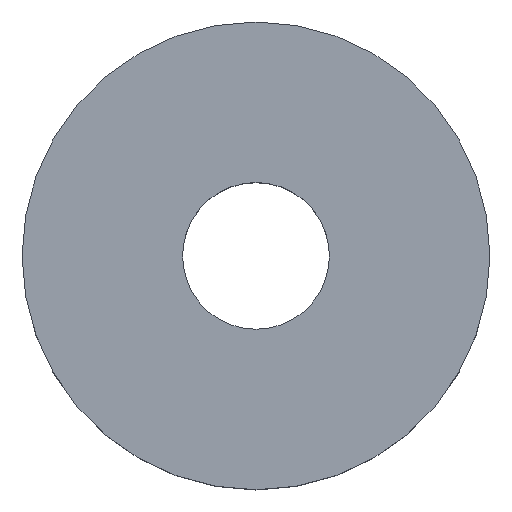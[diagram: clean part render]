
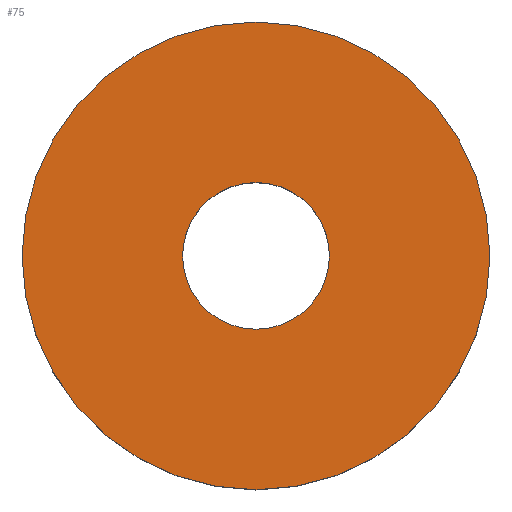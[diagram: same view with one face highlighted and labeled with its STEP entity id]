
A CAD part, top view. The second image highlights one B-rep face of the part: STEP entity #75.
In plain terms, the highlighted planar face has unit normal (0, 0, 1).
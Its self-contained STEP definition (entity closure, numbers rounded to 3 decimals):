
#7 = EDGE_LOOP ( 'NONE', ( #123, #188 ) ) ;
#17 = EDGE_CURVE ( 'NONE', #134, #219, #117, .T. ) ;
#25 = CIRCLE ( 'NONE', #40, 12.75 ) ;
#27 = FACE_BOUND ( 'NONE', #7, .T. ) ;
#35 = ORIENTED_EDGE ( 'NONE', *, *, #175, .T. ) ;
#37 = PLANE ( 'NONE',  #76 ) ;
#38 = CARTESIAN_POINT ( 'NONE',  ( -12.75, 0., 6.9 ) ) ;
#40 = AXIS2_PLACEMENT_3D ( 'NONE', #108, #230, #92 ) ;
#42 = CIRCLE ( 'NONE', #64, 12.75 ) ;
#45 = ORIENTED_EDGE ( 'NONE', *, *, #194, .T. ) ;
#48 = AXIS2_PLACEMENT_3D ( 'NONE', #160, #79, #116 ) ;
#60 = DIRECTION ( 'NONE',  ( 0., 0., 1. ) ) ;
#64 = AXIS2_PLACEMENT_3D ( 'NONE', #211, #69, #196 ) ;
#69 = DIRECTION ( 'NONE',  ( 0., 0., 1. ) ) ;
#75 = ADVANCED_FACE ( 'NONE', ( #186, #27 ), #37, .T. ) ;
#76 = AXIS2_PLACEMENT_3D ( 'NONE', #156, #60, #216 ) ;
#79 = DIRECTION ( 'NONE',  ( 0., 0., 1. ) ) ;
#85 = CIRCLE ( 'NONE', #48, 4. ) ;
#92 = DIRECTION ( 'NONE',  ( 1., 0., 0. ) ) ;
#108 = CARTESIAN_POINT ( 'NONE',  ( 0., 0., 6.9 ) ) ;
#109 = DIRECTION ( 'NONE',  ( 0., 0., 1. ) ) ;
#116 = DIRECTION ( 'NONE',  ( 1., 0., 0. ) ) ;
#117 = CIRCLE ( 'NONE', #217, 4. ) ;
#123 = ORIENTED_EDGE ( 'NONE', *, *, #147, .F. ) ;
#133 = CARTESIAN_POINT ( 'NONE',  ( 12.75, 0., 6.9 ) ) ;
#134 = VERTEX_POINT ( 'NONE', #204 ) ;
#142 = VERTEX_POINT ( 'NONE', #38 ) ;
#147 = EDGE_CURVE ( 'NONE', #219, #134, #85, .T. ) ;
#155 = DIRECTION ( 'NONE',  ( 1., 0., 0. ) ) ;
#156 = CARTESIAN_POINT ( 'NONE',  ( 0., 0., 6.9 ) ) ;
#160 = CARTESIAN_POINT ( 'NONE',  ( 0., 0., 6.9 ) ) ;
#169 = EDGE_LOOP ( 'NONE', ( #35, #45 ) ) ;
#175 = EDGE_CURVE ( 'NONE', #142, #189, #25, .T. ) ;
#186 = FACE_OUTER_BOUND ( 'NONE', #169, .T. ) ;
#188 = ORIENTED_EDGE ( 'NONE', *, *, #17, .F. ) ;
#189 = VERTEX_POINT ( 'NONE', #133 ) ;
#194 = EDGE_CURVE ( 'NONE', #189, #142, #42, .T. ) ;
#196 = DIRECTION ( 'NONE',  ( 1., 0., 0. ) ) ;
#202 = CARTESIAN_POINT ( 'NONE',  ( 0., 0., 6.9 ) ) ;
#204 = CARTESIAN_POINT ( 'NONE',  ( 4., 0., 6.9 ) ) ;
#211 = CARTESIAN_POINT ( 'NONE',  ( 0., 0., 6.9 ) ) ;
#216 = DIRECTION ( 'NONE',  ( 1., 0., 0. ) ) ;
#217 = AXIS2_PLACEMENT_3D ( 'NONE', #202, #109, #155 ) ;
#219 = VERTEX_POINT ( 'NONE', #248 ) ;
#230 = DIRECTION ( 'NONE',  ( 0., 0., 1. ) ) ;
#248 = CARTESIAN_POINT ( 'NONE',  ( -4., 0., 6.9 ) ) ;
